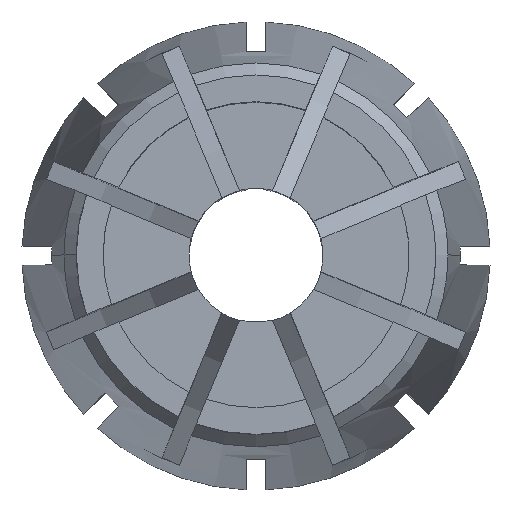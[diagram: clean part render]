
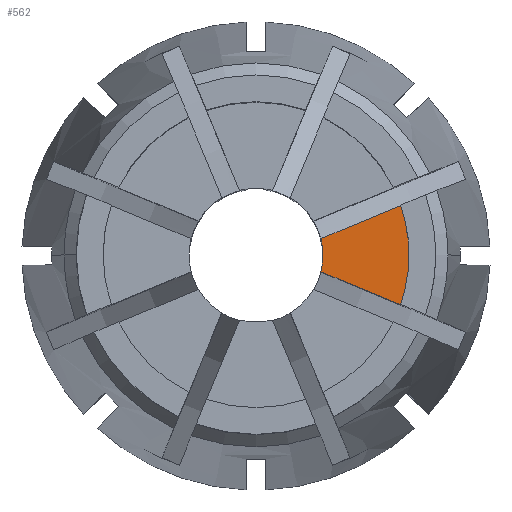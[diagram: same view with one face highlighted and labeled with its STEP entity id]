
A CAD part, top view. The second image highlights one B-rep face of the part: STEP entity #562.
In plain terms, the highlighted planar face has unit normal (0, 0, 1).
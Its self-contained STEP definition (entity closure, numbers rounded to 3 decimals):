
#110 = CARTESIAN_POINT ( 'NONE',  ( 0., 0., -16. ) ) ;
#411 = AXIS2_PLACEMENT_3D ( 'NONE', #1708, #1888, #1901 ) ;
#504 = DIRECTION ( 'NONE',  ( 1., 0., 0. ) ) ;
#536 = ORIENTED_EDGE ( 'NONE', *, *, #1982, .T. ) ;
#550 = ORIENTED_EDGE ( 'NONE', *, *, #4649, .F. ) ;
#562 = ADVANCED_FACE ( 'NONE', ( #3116 ), #1609, .T. ) ;
#625 = DIRECTION ( 'NONE',  ( 1., 0., 0. ) ) ;
#742 = CIRCLE ( 'NONE', #3965, 3.5 ) ;
#811 = CIRCLE ( 'NONE', #3424, 8. ) ;
#819 = EDGE_LOOP ( 'NONE', ( #550, #536, #1412, #3839, #3200, #3447 ) ) ;
#825 = LINE ( 'NONE', #2714, #829 ) ;
#829 = VECTOR ( 'NONE', #888, 1000. ) ;
#888 = DIRECTION ( 'NONE',  ( -0.924, 0.383, 0. ) ) ;
#1040 = EDGE_CURVE ( 'NONE', #3148, #1777, #1410, .T. ) ;
#1094 = CARTESIAN_POINT ( 'NONE',  ( 7.568, 2.594, -16. ) ) ;
#1341 = CARTESIAN_POINT ( 'NONE',  ( 8., 0., -16. ) ) ;
#1393 = CARTESIAN_POINT ( 'NONE',  ( 3.392, 0.864, -16. ) ) ;
#1410 = CIRCLE ( 'NONE', #4745, 3.5 ) ;
#1412 = ORIENTED_EDGE ( 'NONE', *, *, #4662, .T. ) ;
#1463 = DIRECTION ( 'NONE',  ( -0.924, -0.383, 0. ) ) ;
#1529 = VERTEX_POINT ( 'NONE', #1341 ) ;
#1609 = PLANE ( 'NONE',  #411 ) ;
#1691 = DIRECTION ( 'NONE',  ( 0., 0., 1. ) ) ;
#1708 = CARTESIAN_POINT ( 'NONE',  ( 0., 3.5, -16. ) ) ;
#1777 = VERTEX_POINT ( 'NONE', #1393 ) ;
#1816 = AXIS2_PLACEMENT_3D ( 'NONE', #4305, #1691, #3611 ) ;
#1888 = DIRECTION ( 'NONE',  ( 0., 0., 1. ) ) ;
#1901 = DIRECTION ( 'NONE',  ( 1., 0., 0. ) ) ;
#1982 = EDGE_CURVE ( 'NONE', #4833, #1529, #3815, .T. ) ;
#2045 = CARTESIAN_POINT ( 'NONE',  ( 0., 0., -16. ) ) ;
#2391 = DIRECTION ( 'NONE',  ( 1., 0., 0. ) ) ;
#2518 = CARTESIAN_POINT ( 'NONE',  ( 3.392, -0.864, -16. ) ) ;
#2714 = CARTESIAN_POINT ( 'NONE',  ( -1.046, 0.975, -16. ) ) ;
#2732 = DIRECTION ( 'NONE',  ( 0., 0., 1. ) ) ;
#2850 = LINE ( 'NONE', #4779, #2903 ) ;
#2903 = VECTOR ( 'NONE', #1463, 1000. ) ;
#3027 = EDGE_CURVE ( 'NONE', #4155, #1777, #2850, .T. ) ;
#3116 = FACE_OUTER_BOUND ( 'NONE', #819, .T. ) ;
#3148 = VERTEX_POINT ( 'NONE', #3593 ) ;
#3200 = ORIENTED_EDGE ( 'NONE', *, *, #1040, .F. ) ;
#3424 = AXIS2_PLACEMENT_3D ( 'NONE', #110, #2732, #504 ) ;
#3447 = ORIENTED_EDGE ( 'NONE', *, *, #4737, .F. ) ;
#3593 = CARTESIAN_POINT ( 'NONE',  ( 3.5, 0., -16. ) ) ;
#3611 = DIRECTION ( 'NONE',  ( 1., 0., 0. ) ) ;
#3786 = DIRECTION ( 'NONE',  ( 0., 0., 1. ) ) ;
#3815 = CIRCLE ( 'NONE', #1816, 8. ) ;
#3839 = ORIENTED_EDGE ( 'NONE', *, *, #3027, .T. ) ;
#3965 = AXIS2_PLACEMENT_3D ( 'NONE', #2045, #4664, #2391 ) ;
#4155 = VERTEX_POINT ( 'NONE', #1094 ) ;
#4165 = VERTEX_POINT ( 'NONE', #2518 ) ;
#4305 = CARTESIAN_POINT ( 'NONE',  ( 0., 0., -16. ) ) ;
#4342 = CARTESIAN_POINT ( 'NONE',  ( 0., 0., -16. ) ) ;
#4351 = CARTESIAN_POINT ( 'NONE',  ( 7.568, -2.594, -16. ) ) ;
#4649 = EDGE_CURVE ( 'NONE', #4833, #4165, #825, .T. ) ;
#4662 = EDGE_CURVE ( 'NONE', #1529, #4155, #811, .T. ) ;
#4664 = DIRECTION ( 'NONE',  ( 0., 0., 1. ) ) ;
#4737 = EDGE_CURVE ( 'NONE', #4165, #3148, #742, .T. ) ;
#4745 = AXIS2_PLACEMENT_3D ( 'NONE', #4342, #3786, #625 ) ;
#4779 = CARTESIAN_POINT ( 'NONE',  ( 1.429, 0.051, -16. ) ) ;
#4833 = VERTEX_POINT ( 'NONE', #4351 ) ;
